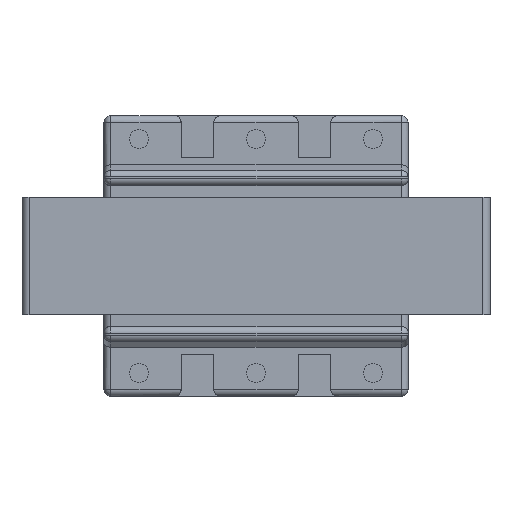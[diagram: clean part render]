
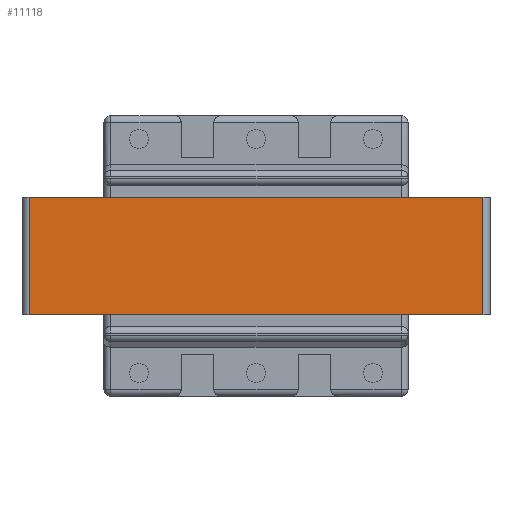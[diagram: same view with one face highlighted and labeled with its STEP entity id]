
A CAD part, front view. The second image highlights one B-rep face of the part: STEP entity #11118.
In plain terms, the highlighted planar face has unit normal (0, -1, 0).
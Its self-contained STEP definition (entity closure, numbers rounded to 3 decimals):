
#331 = LINE ( 'NONE', #2980, #6368 ) ;
#894 = ORIENTED_EDGE ( 'NONE', *, *, #9405, .T. ) ;
#966 = LINE ( 'NONE', #2802, #7592 ) ;
#1326 = ORIENTED_EDGE ( 'NONE', *, *, #8040, .F. ) ;
#1586 = PLANE ( 'NONE',  #8077 ) ;
#1815 = DIRECTION ( 'NONE',  ( 0., -1., 0. ) ) ;
#2417 = ORIENTED_EDGE ( 'NONE', *, *, #8475, .T. ) ;
#2446 = DIRECTION ( 'NONE',  ( 1., 0., 0. ) ) ;
#2614 = CARTESIAN_POINT ( 'NONE',  ( 9.7, -1.8, 2.5 ) ) ;
#2802 = CARTESIAN_POINT ( 'NONE',  ( -10., -1.8, -2.5 ) ) ;
#2870 = ORIENTED_EDGE ( 'NONE', *, *, #4985, .T. ) ;
#2980 = CARTESIAN_POINT ( 'NONE',  ( -9.7, -1.8, -2.5 ) ) ;
#3500 = EDGE_LOOP ( 'NONE', ( #1326, #894, #2417, #2870 ) ) ;
#4037 = CARTESIAN_POINT ( 'NONE',  ( 9.7, -1.8, -2.5 ) ) ;
#4103 = VERTEX_POINT ( 'NONE', #8814 ) ;
#4196 = VERTEX_POINT ( 'NONE', #4037 ) ;
#4478 = CARTESIAN_POINT ( 'NONE',  ( -10., -1.8, 2.5 ) ) ;
#4985 = EDGE_CURVE ( 'NONE', #4196, #8794, #5051, .T. ) ;
#5051 = LINE ( 'NONE', #9471, #10740 ) ;
#5185 = CARTESIAN_POINT ( 'NONE',  ( -9.7, -1.8, 2.5 ) ) ;
#6090 = DIRECTION ( 'NONE',  ( 0., 0., 1. ) ) ;
#6296 = DIRECTION ( 'NONE',  ( 1., 0., 0. ) ) ;
#6368 = VECTOR ( 'NONE', #10079, 1000. ) ;
#6683 = VERTEX_POINT ( 'NONE', #5185 ) ;
#7576 = VECTOR ( 'NONE', #7912, 1000. ) ;
#7592 = VECTOR ( 'NONE', #6296, 1000. ) ;
#7912 = DIRECTION ( 'NONE',  ( 1., 0., 0. ) ) ;
#8040 = EDGE_CURVE ( 'NONE', #6683, #8794, #8783, .T. ) ;
#8077 = AXIS2_PLACEMENT_3D ( 'NONE', #10298, #1815, #2446 ) ;
#8475 = EDGE_CURVE ( 'NONE', #4103, #4196, #966, .T. ) ;
#8637 = FACE_OUTER_BOUND ( 'NONE', #3500, .T. ) ;
#8783 = LINE ( 'NONE', #4478, #7576 ) ;
#8794 = VERTEX_POINT ( 'NONE', #2614 ) ;
#8814 = CARTESIAN_POINT ( 'NONE',  ( -9.7, -1.8, -2.5 ) ) ;
#9405 = EDGE_CURVE ( 'NONE', #6683, #4103, #331, .T. ) ;
#9471 = CARTESIAN_POINT ( 'NONE',  ( 9.7, -1.8, -2.5 ) ) ;
#10079 = DIRECTION ( 'NONE',  ( 0., 0., -1. ) ) ;
#10298 = CARTESIAN_POINT ( 'NONE',  ( -10., -1.8, -2.5 ) ) ;
#10740 = VECTOR ( 'NONE', #6090, 1000. ) ;
#11118 = ADVANCED_FACE ( 'NONE', ( #8637 ), #1586, .T. ) ;
